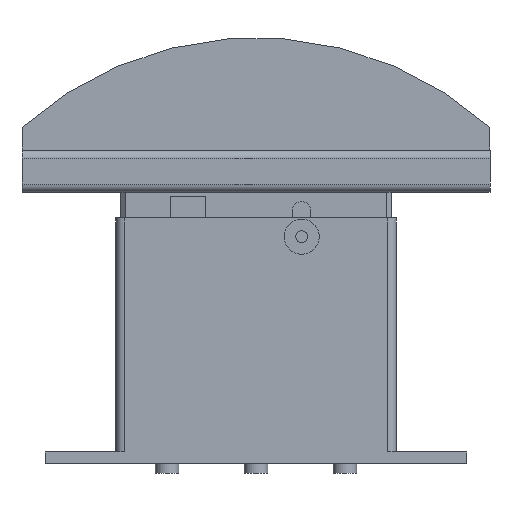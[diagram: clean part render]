
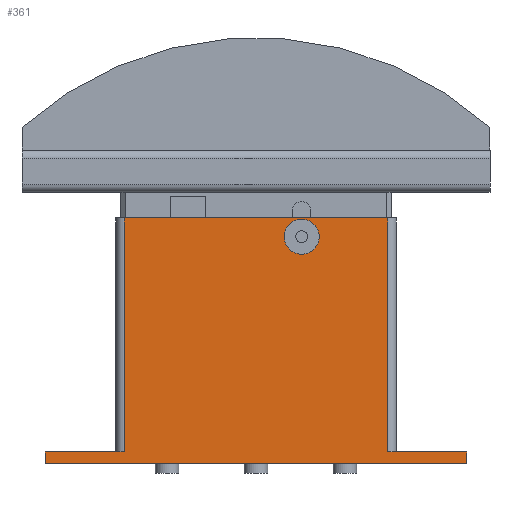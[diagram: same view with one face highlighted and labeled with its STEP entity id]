
A CAD part, front view. The second image highlights one B-rep face of the part: STEP entity #361.
In plain terms, the highlighted planar face has unit normal (0, -1, 0).
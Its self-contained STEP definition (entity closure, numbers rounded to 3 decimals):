
#361=ADVANCED_FACE('',(#726,#727),#728,.T.);
#726=FACE_BOUND('',#1094,.T.);
#727=FACE_OUTER_BOUND('',#1095,.T.);
#728=PLANE('',#1096);
#1094=EDGE_LOOP('',(#2189,#2190));
#1095=EDGE_LOOP('',(#2191,#2192,#2193,#2194,#2195,#2196,#2197,#2198));
#1096=AXIS2_PLACEMENT_3D('',#2199,#2200,#2201);
#2189=ORIENTED_EDGE('',*,*,#2650,.T.);
#2190=ORIENTED_EDGE('',*,*,#2273,.T.);
#2191=ORIENTED_EDGE('',*,*,#2695,.T.);
#2192=ORIENTED_EDGE('',*,*,#2692,.T.);
#2193=ORIENTED_EDGE('',*,*,#2614,.T.);
#2194=ORIENTED_EDGE('',*,*,#2677,.F.);
#2195=ORIENTED_EDGE('',*,*,#2699,.T.);
#2196=ORIENTED_EDGE('',*,*,#2700,.F.);
#2197=ORIENTED_EDGE('',*,*,#2701,.T.);
#2198=ORIENTED_EDGE('',*,*,#2702,.T.);
#2199=CARTESIAN_POINT('',(-45.0,-20.0,0.0));
#2200=DIRECTION('',(0.0,-1.0,0.0));
#2201=DIRECTION('',(1.0,0.0,0.0));
#2273=EDGE_CURVE('',#2738,#2735,#2739,.T.);
#2614=EDGE_CURVE('',#3260,#3261,#3262,.T.);
#2650=EDGE_CURVE('',#2735,#2738,#3305,.T.);
#2677=EDGE_CURVE('',#3336,#3261,#3338,.T.);
#2692=EDGE_CURVE('',#3358,#3260,#3359,.T.);
#2695=EDGE_CURVE('',#3362,#3358,#3363,.T.);
#2699=EDGE_CURVE('',#3336,#3368,#3369,.T.);
#2700=EDGE_CURVE('',#3370,#3368,#3371,.T.);
#2701=EDGE_CURVE('',#3370,#3372,#3373,.T.);
#2702=EDGE_CURVE('',#3372,#3362,#3374,.T.);
#2735=VERTEX_POINT('',#3414);
#2738=VERTEX_POINT('',#3418);
#2739=CIRCLE('',#3419,7.5);
#3260=VERTEX_POINT('',#4152);
#3261=VERTEX_POINT('',#4153);
#3262=LINE('',#4154,#4155);
#3305=CIRCLE('',#4206,7.5);
#3336=VERTEX_POINT('',#4244);
#3338=LINE('',#4246,#4247);
#3358=VERTEX_POINT('',#4274);
#3359=LINE('',#4275,#4276);
#3362=VERTEX_POINT('',#4279);
#3363=LINE('',#4280,#4281);
#3368=VERTEX_POINT('',#4288);
#3369=LINE('',#4289,#4290);
#3370=VERTEX_POINT('',#4291);
#3371=LINE('',#4292,#4293);
#3372=VERTEX_POINT('',#4294);
#3373=LINE('',#4295,#4296);
#3374=LINE('',#4297,#4298);
#3414=CARTESIAN_POINT('',(27.0,-20.0,97.0));
#3418=CARTESIAN_POINT('',(12.0,-20.0,97.0));
#3419=AXIS2_PLACEMENT_3D('',#4339,#4340,#4341);
#4152=CARTESIAN_POINT('',(56.4,-20.0,105.0));
#4153=CARTESIAN_POINT('',(-56.4,-20.,105.0));
#4154=CARTESIAN_POINT('',(0.0,-20.0,105.0));
#4155=VECTOR('',#4701,1.0);
#4206=AXIS2_PLACEMENT_3D('',#4758,#4759,#4760);
#4244=CARTESIAN_POINT('',(-56.4,-20.,5.0));
#4246=CARTESIAN_POINT('',(-56.4,-20.,5.0));
#4247=VECTOR('',#4792,1.0);
#4274=CARTESIAN_POINT('',(56.4,-20.0,5.0));
#4275=CARTESIAN_POINT('',(56.4,-20.0,5.0));
#4276=VECTOR('',#4806,1.0);
#4279=CARTESIAN_POINT('',(90.0,-20.0,5.0));
#4280=CARTESIAN_POINT('',(0.0,-20.0,5.0));
#4281=VECTOR('',#4810,1.0);
#4288=CARTESIAN_POINT('',(-90.0,-20.0,5.0));
#4289=CARTESIAN_POINT('',(0.0,-20.0,5.0));
#4290=VECTOR('',#4813,1.0);
#4291=CARTESIAN_POINT('',(-90.0,-20.0,0.0));
#4292=CARTESIAN_POINT('',(-90.0,-20.0,0.0));
#4293=VECTOR('',#4814,1.0);
#4294=CARTESIAN_POINT('',(90.0,-20.0,0.0));
#4295=CARTESIAN_POINT('',(0.0,-20.0,0.0));
#4296=VECTOR('',#4815,1.0);
#4297=CARTESIAN_POINT('',(90.0,-20.0,0.0));
#4298=VECTOR('',#4816,1.0);
#4339=CARTESIAN_POINT('',(19.5,-20.0,97.0));
#4340=DIRECTION('',(-0.0,1.0,0.0));
#4341=DIRECTION('',(1.0,0.0,0.0));
#4701=DIRECTION('',(-1.0,-0.0,-0.0));
#4758=CARTESIAN_POINT('',(19.5,-20.0,97.0));
#4759=DIRECTION('',(-0.0,1.0,0.0));
#4760=DIRECTION('',(1.0,0.0,0.0));
#4792=DIRECTION('',(0.0,0.0,1.0));
#4806=DIRECTION('',(0.0,0.0,1.0));
#4810=DIRECTION('',(-1.0,-0.0,-0.0));
#4813=DIRECTION('',(-1.0,-0.0,-0.0));
#4814=DIRECTION('',(0.0,0.0,1.0));
#4815=DIRECTION('',(1.0,0.0,0.0));
#4816=DIRECTION('',(0.0,0.0,1.0));
